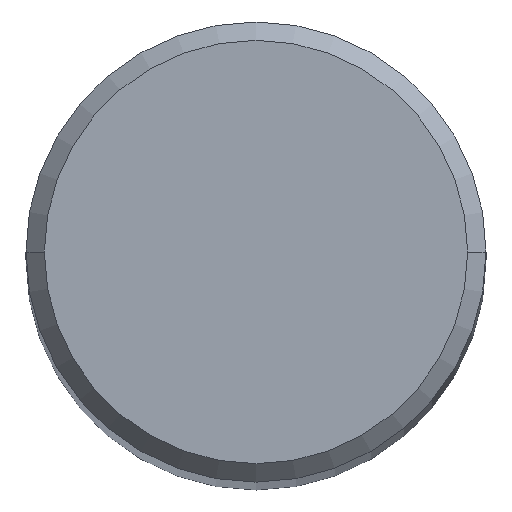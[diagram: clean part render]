
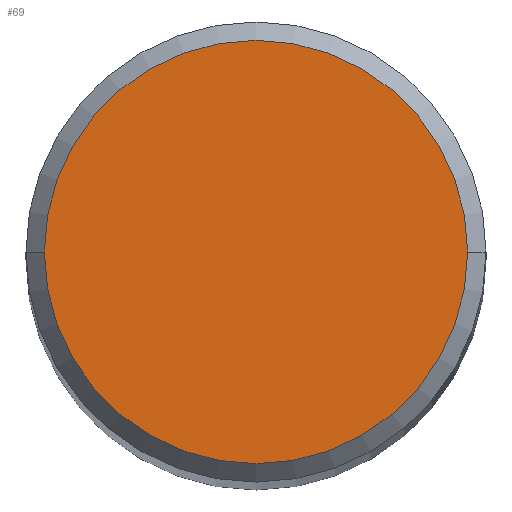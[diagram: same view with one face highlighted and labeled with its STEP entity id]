
A CAD part, top view. The second image highlights one B-rep face of the part: STEP entity #69.
In plain terms, the highlighted planar face has unit normal (0, 0, 1).
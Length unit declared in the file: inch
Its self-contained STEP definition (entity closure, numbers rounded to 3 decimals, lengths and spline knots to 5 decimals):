
#20 = AXIS2_PLACEMENT_3D ( 'NONE', #124, #220, #205 ) ;
#39 = ORIENTED_EDGE ( 'NONE', *, *, #226, .T. ) ;
#57 = CARTESIAN_POINT ( 'NONE',  ( -0.1725, 0., 4. ) ) ;
#66 = DIRECTION ( 'NONE',  ( 1., 0., 0. ) ) ;
#69 = ADVANCED_FACE ( 'NONE', ( #78 ), #99, .T. ) ;
#78 = FACE_OUTER_BOUND ( 'NONE', #158, .T. ) ;
#80 = CIRCLE ( 'NONE', #186, 0.1725 ) ;
#84 = CARTESIAN_POINT ( 'NONE',  ( 0., 0., 4. ) ) ;
#87 = CARTESIAN_POINT ( 'NONE',  ( 0., 0., 4. ) ) ;
#99 = PLANE ( 'NONE',  #145 ) ;
#109 = VERTEX_POINT ( 'NONE', #57 ) ;
#115 = DIRECTION ( 'NONE',  ( 0., 0., 1. ) ) ;
#124 = CARTESIAN_POINT ( 'NONE',  ( 0., 0., 4. ) ) ;
#130 = VERTEX_POINT ( 'NONE', #161 ) ;
#145 = AXIS2_PLACEMENT_3D ( 'NONE', #84, #115, #163 ) ;
#158 = EDGE_LOOP ( 'NONE', ( #201, #39 ) ) ;
#161 = CARTESIAN_POINT ( 'NONE',  ( 0.1725, 0., 4. ) ) ;
#163 = DIRECTION ( 'NONE',  ( 1., 0., 0. ) ) ;
#173 = CIRCLE ( 'NONE', #20, 0.1725 ) ;
#186 = AXIS2_PLACEMENT_3D ( 'NONE', #87, #204, #66 ) ;
#191 = EDGE_CURVE ( 'NONE', #109, #130, #173, .T. ) ;
#201 = ORIENTED_EDGE ( 'NONE', *, *, #191, .T. ) ;
#204 = DIRECTION ( 'NONE',  ( 0., 0., 1. ) ) ;
#205 = DIRECTION ( 'NONE',  ( 1., 0., 0. ) ) ;
#220 = DIRECTION ( 'NONE',  ( 0., 0., 1. ) ) ;
#226 = EDGE_CURVE ( 'NONE', #130, #109, #80, .T. ) ;
